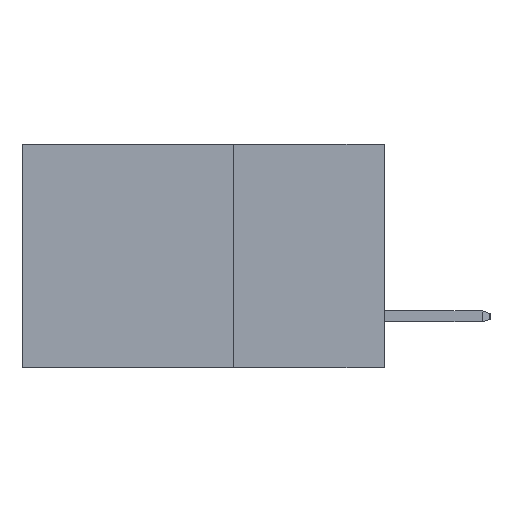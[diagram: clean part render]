
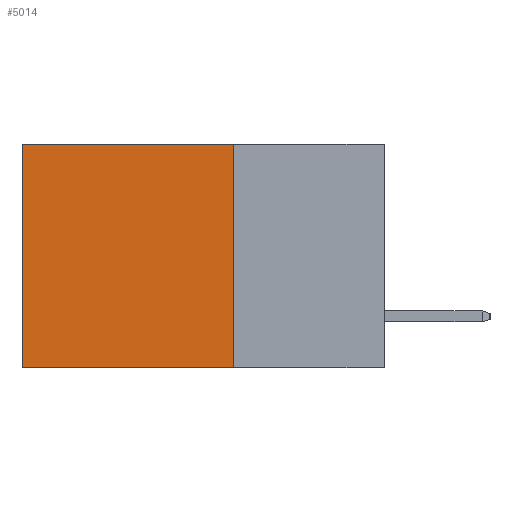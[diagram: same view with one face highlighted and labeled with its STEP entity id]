
A CAD part, left-side view. The second image highlights one B-rep face of the part: STEP entity #5014.
In plain terms, the highlighted planar face has unit normal (-1, 0, 0).
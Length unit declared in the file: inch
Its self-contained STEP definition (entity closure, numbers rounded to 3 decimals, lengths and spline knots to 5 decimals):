
#162 = AXIS2_PLACEMENT_3D ( 'NONE', #11045, #9445, #4247 ) ;
#957 = EDGE_CURVE ( 'NONE', #6775, #7819, #5874, .T. ) ;
#1502 = EDGE_LOOP ( 'NONE', ( #6947, #6686, #6019, #4767 ) ) ;
#1780 = LINE ( 'NONE', #7009, #8570 ) ;
#2344 = DIRECTION ( 'NONE',  ( 0., 0., -1. ) ) ;
#2867 = CARTESIAN_POINT ( 'NONE',  ( 0.298, 0.25, -0.37 ) ) ;
#2907 = VERTEX_POINT ( 'NONE', #2867 ) ;
#3249 = PLANE ( 'NONE',  #162 ) ;
#3351 = CARTESIAN_POINT ( 'NONE',  ( 0.298, 0.25, 0. ) ) ;
#3735 = EDGE_CURVE ( 'NONE', #6775, #2907, #9526, .T. ) ;
#4247 = DIRECTION ( 'NONE',  ( 0., 0., -1. ) ) ;
#4767 = ORIENTED_EDGE ( 'NONE', *, *, #957, .T. ) ;
#5014 = ADVANCED_FACE ( 'NONE', ( #8738 ), #3249, .F. ) ;
#5434 = DIRECTION ( 'NONE',  ( 0., 1., 0. ) ) ;
#5681 = CARTESIAN_POINT ( 'NONE',  ( 0.298, 0.25, -0.37 ) ) ;
#5722 = DIRECTION ( 'NONE',  ( 0., 0., -1. ) ) ;
#5874 = LINE ( 'NONE', #3351, #8178 ) ;
#6019 = ORIENTED_EDGE ( 'NONE', *, *, #3735, .F. ) ;
#6061 = EDGE_CURVE ( 'NONE', #2907, #10622, #7354, .T. ) ;
#6422 = CARTESIAN_POINT ( 'NONE',  ( 0.298, 0.25, 0. ) ) ;
#6542 = DIRECTION ( 'NONE',  ( 0., 1., 0. ) ) ;
#6686 = ORIENTED_EDGE ( 'NONE', *, *, #6061, .F. ) ;
#6775 = VERTEX_POINT ( 'NONE', #6422 ) ;
#6947 = ORIENTED_EDGE ( 'NONE', *, *, #11209, .T. ) ;
#7009 = CARTESIAN_POINT ( 'NONE',  ( 0.298, 0.6, 0. ) ) ;
#7267 = CARTESIAN_POINT ( 'NONE',  ( 0.298, 0.25, 0. ) ) ;
#7354 = LINE ( 'NONE', #5681, #9090 ) ;
#7819 = VERTEX_POINT ( 'NONE', #10176 ) ;
#8132 = CARTESIAN_POINT ( 'NONE',  ( 0.298, 0.6, -0.37 ) ) ;
#8178 = VECTOR ( 'NONE', #5434, 39.37008 ) ;
#8570 = VECTOR ( 'NONE', #2344, 39.37008 ) ;
#8738 = FACE_OUTER_BOUND ( 'NONE', #1502, .T. ) ;
#9090 = VECTOR ( 'NONE', #6542, 39.37008 ) ;
#9445 = DIRECTION ( 'NONE',  ( 1., 0., 0. ) ) ;
#9526 = LINE ( 'NONE', #7267, #10941 ) ;
#10176 = CARTESIAN_POINT ( 'NONE',  ( 0.298, 0.6, 0. ) ) ;
#10622 = VERTEX_POINT ( 'NONE', #8132 ) ;
#10941 = VECTOR ( 'NONE', #5722, 39.37008 ) ;
#11045 = CARTESIAN_POINT ( 'NONE',  ( 0.298, 0.25, 0. ) ) ;
#11209 = EDGE_CURVE ( 'NONE', #7819, #10622, #1780, .T. ) ;
